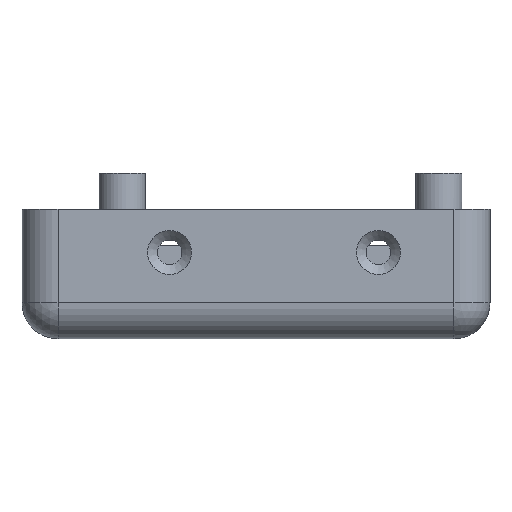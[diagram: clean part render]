
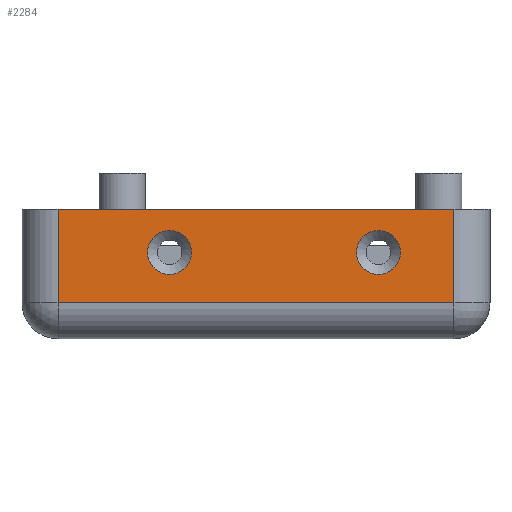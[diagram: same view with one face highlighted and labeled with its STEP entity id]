
A CAD part, left-side view. The second image highlights one B-rep face of the part: STEP entity #2284.
In plain terms, the highlighted planar face has unit normal (-1, 0, 0).
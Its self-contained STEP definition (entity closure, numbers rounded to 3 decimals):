
#126 = PLANE('',#127);
#127 = AXIS2_PLACEMENT_3D('',#128,#129,#130);
#128 = CARTESIAN_POINT('',(55.,32.5,0.));
#129 = DIRECTION('',(-0.,-0.,-1.));
#130 = DIRECTION('',(-1.,0.,0.));
#480 = VERTEX_POINT('',#481);
#481 = CARTESIAN_POINT('',(0.,5.,0.));
#500 = CYLINDRICAL_SURFACE('',#501,5.);
#501 = AXIS2_PLACEMENT_3D('',#502,#503,#504);
#502 = CARTESIAN_POINT('',(5.,5.,0.));
#503 = DIRECTION('',(-0.,-0.,-1.));
#504 = DIRECTION('',(-1.,0.,0.));
#512 = EDGE_CURVE('',#480,#513,#515,.T.);
#513 = VERTEX_POINT('',#514);
#514 = CARTESIAN_POINT('',(0.,60.,0.));
#515 = SURFACE_CURVE('',#516,(#520,#527),.PCURVE_S1.);
#516 = LINE('',#517,#518);
#517 = CARTESIAN_POINT('',(0.,0.,0.));
#518 = VECTOR('',#519,1.);
#519 = DIRECTION('',(0.,1.,0.));
#520 = PCURVE('',#126,#521);
#521 = DEFINITIONAL_REPRESENTATION('',(#522),#526);
#522 = LINE('',#523,#524);
#523 = CARTESIAN_POINT('',(55.,-32.5));
#524 = VECTOR('',#525,1.);
#525 = DIRECTION('',(0.,1.));
#526 = ( GEOMETRIC_REPRESENTATION_CONTEXT(2) 
PARAMETRIC_REPRESENTATION_CONTEXT() REPRESENTATION_CONTEXT('2D SPACE',''
  ) );
#527 = PCURVE('',#528,#533);
#528 = PLANE('',#529);
#529 = AXIS2_PLACEMENT_3D('',#530,#531,#532);
#530 = CARTESIAN_POINT('',(0.,0.,0.));
#531 = DIRECTION('',(1.,0.,0.));
#532 = DIRECTION('',(0.,1.,0.));
#533 = DEFINITIONAL_REPRESENTATION('',(#534),#538);
#534 = LINE('',#535,#536);
#535 = CARTESIAN_POINT('',(0.,0.));
#536 = VECTOR('',#537,1.);
#537 = DIRECTION('',(1.,0.));
#538 = ( GEOMETRIC_REPRESENTATION_CONTEXT(2) 
PARAMETRIC_REPRESENTATION_CONTEXT() REPRESENTATION_CONTEXT('2D SPACE',''
  ) );
#559 = CYLINDRICAL_SURFACE('',#560,5.);
#560 = AXIS2_PLACEMENT_3D('',#561,#562,#563);
#561 = CARTESIAN_POINT('',(5.,60.,0.));
#562 = DIRECTION('',(-0.,-0.,-1.));
#563 = DIRECTION('',(0.,1.,0.));
#2179 = EDGE_CURVE('',#513,#2180,#2182,.T.);
#2180 = VERTEX_POINT('',#2181);
#2181 = CARTESIAN_POINT('',(0.,60.,-13.));
#2182 = SURFACE_CURVE('',#2183,(#2187,#2194),.PCURVE_S1.);
#2183 = LINE('',#2184,#2185);
#2184 = CARTESIAN_POINT('',(0.,60.,0.));
#2185 = VECTOR('',#2186,1.);
#2186 = DIRECTION('',(-0.,-0.,-1.));
#2187 = PCURVE('',#559,#2188);
#2188 = DEFINITIONAL_REPRESENTATION('',(#2189),#2193);
#2189 = LINE('',#2190,#2191);
#2190 = CARTESIAN_POINT('',(-1.571,0.));
#2191 = VECTOR('',#2192,1.);
#2192 = DIRECTION('',(-0.,1.));
#2193 = ( GEOMETRIC_REPRESENTATION_CONTEXT(2) 
PARAMETRIC_REPRESENTATION_CONTEXT() REPRESENTATION_CONTEXT('2D SPACE',''
  ) );
#2194 = PCURVE('',#528,#2195);
#2195 = DEFINITIONAL_REPRESENTATION('',(#2196),#2200);
#2196 = LINE('',#2197,#2198);
#2197 = CARTESIAN_POINT('',(60.,0.));
#2198 = VECTOR('',#2199,1.);
#2199 = DIRECTION('',(0.,-1.));
#2200 = ( GEOMETRIC_REPRESENTATION_CONTEXT(2) 
PARAMETRIC_REPRESENTATION_CONTEXT() REPRESENTATION_CONTEXT('2D SPACE',''
  ) );
#2284 = ADVANCED_FACE('',(#2285,#2338,#2373),#528,.F.);
#2285 = FACE_BOUND('',#2286,.F.);
#2286 = EDGE_LOOP('',(#2287,#2288,#2311,#2337));
#2287 = ORIENTED_EDGE('',*,*,#512,.F.);
#2288 = ORIENTED_EDGE('',*,*,#2289,.T.);
#2289 = EDGE_CURVE('',#480,#2290,#2292,.T.);
#2290 = VERTEX_POINT('',#2291);
#2291 = CARTESIAN_POINT('',(0.,5.,-13.));
#2292 = SURFACE_CURVE('',#2293,(#2297,#2304),.PCURVE_S1.);
#2293 = LINE('',#2294,#2295);
#2294 = CARTESIAN_POINT('',(0.,5.,0.));
#2295 = VECTOR('',#2296,1.);
#2296 = DIRECTION('',(-0.,-0.,-1.));
#2297 = PCURVE('',#528,#2298);
#2298 = DEFINITIONAL_REPRESENTATION('',(#2299),#2303);
#2299 = LINE('',#2300,#2301);
#2300 = CARTESIAN_POINT('',(5.,0.));
#2301 = VECTOR('',#2302,1.);
#2302 = DIRECTION('',(0.,-1.));
#2303 = ( GEOMETRIC_REPRESENTATION_CONTEXT(2) 
PARAMETRIC_REPRESENTATION_CONTEXT() REPRESENTATION_CONTEXT('2D SPACE',''
  ) );
#2304 = PCURVE('',#500,#2305);
#2305 = DEFINITIONAL_REPRESENTATION('',(#2306),#2310);
#2306 = LINE('',#2307,#2308);
#2307 = CARTESIAN_POINT('',(-0.,0.));
#2308 = VECTOR('',#2309,1.);
#2309 = DIRECTION('',(-0.,1.));
#2310 = ( GEOMETRIC_REPRESENTATION_CONTEXT(2) 
PARAMETRIC_REPRESENTATION_CONTEXT() REPRESENTATION_CONTEXT('2D SPACE',''
  ) );
#2311 = ORIENTED_EDGE('',*,*,#2312,.T.);
#2312 = EDGE_CURVE('',#2290,#2180,#2313,.T.);
#2313 = SURFACE_CURVE('',#2314,(#2318,#2325),.PCURVE_S1.);
#2314 = LINE('',#2315,#2316);
#2315 = CARTESIAN_POINT('',(0.,0.,-13.));
#2316 = VECTOR('',#2317,1.);
#2317 = DIRECTION('',(0.,1.,0.));
#2318 = PCURVE('',#528,#2319);
#2319 = DEFINITIONAL_REPRESENTATION('',(#2320),#2324);
#2320 = LINE('',#2321,#2322);
#2321 = CARTESIAN_POINT('',(0.,-13.));
#2322 = VECTOR('',#2323,1.);
#2323 = DIRECTION('',(1.,0.));
#2324 = ( GEOMETRIC_REPRESENTATION_CONTEXT(2) 
PARAMETRIC_REPRESENTATION_CONTEXT() REPRESENTATION_CONTEXT('2D SPACE',''
  ) );
#2325 = PCURVE('',#2326,#2331);
#2326 = CYLINDRICAL_SURFACE('',#2327,5.);
#2327 = AXIS2_PLACEMENT_3D('',#2328,#2329,#2330);
#2328 = CARTESIAN_POINT('',(5.,0.,-13.));
#2329 = DIRECTION('',(0.,1.,0.));
#2330 = DIRECTION('',(-1.,0.,0.));
#2331 = DEFINITIONAL_REPRESENTATION('',(#2332),#2336);
#2332 = LINE('',#2333,#2334);
#2333 = CARTESIAN_POINT('',(-0.,0.));
#2334 = VECTOR('',#2335,1.);
#2335 = DIRECTION('',(-0.,1.));
#2336 = ( GEOMETRIC_REPRESENTATION_CONTEXT(2) 
PARAMETRIC_REPRESENTATION_CONTEXT() REPRESENTATION_CONTEXT('2D SPACE',''
  ) );
#2337 = ORIENTED_EDGE('',*,*,#2179,.F.);
#2338 = FACE_BOUND('',#2339,.F.);
#2339 = EDGE_LOOP('',(#2340));
#2340 = ORIENTED_EDGE('',*,*,#2341,.T.);
#2341 = EDGE_CURVE('',#2342,#2342,#2344,.T.);
#2342 = VERTEX_POINT('',#2343);
#2343 = CARTESIAN_POINT('',(0.,15.5,-2.95));
#2344 = SURFACE_CURVE('',#2345,(#2350,#2361),.PCURVE_S1.);
#2345 = CIRCLE('',#2346,3.05);
#2346 = AXIS2_PLACEMENT_3D('',#2347,#2348,#2349);
#2347 = CARTESIAN_POINT('',(0.,15.5,-6.));
#2348 = DIRECTION('',(-1.,0.,0.));
#2349 = DIRECTION('',(0.,0.,1.));
#2350 = PCURVE('',#528,#2351);
#2351 = DEFINITIONAL_REPRESENTATION('',(#2352),#2360);
#2352 = ( BOUNDED_CURVE() B_SPLINE_CURVE(2,(#2353,#2354,#2355,#2356,
#2357,#2358,#2359),.UNSPECIFIED.,.T.,.F.) B_SPLINE_CURVE_WITH_KNOTS((1,2
    ,2,2,2,1),(-2.094,0.,2.094,4.189,
6.283,8.378),.UNSPECIFIED.) CURVE() 
GEOMETRIC_REPRESENTATION_ITEM() RATIONAL_B_SPLINE_CURVE((1.,0.5,1.,0.5,
1.,0.5,1.)) REPRESENTATION_ITEM('') );
#2353 = CARTESIAN_POINT('',(15.5,-2.95));
#2354 = CARTESIAN_POINT('',(20.783,-2.95));
#2355 = CARTESIAN_POINT('',(18.141,-7.525));
#2356 = CARTESIAN_POINT('',(15.5,-12.1));
#2357 = CARTESIAN_POINT('',(12.859,-7.525));
#2358 = CARTESIAN_POINT('',(10.217,-2.95));
#2359 = CARTESIAN_POINT('',(15.5,-2.95));
#2360 = ( GEOMETRIC_REPRESENTATION_CONTEXT(2) 
PARAMETRIC_REPRESENTATION_CONTEXT() REPRESENTATION_CONTEXT('2D SPACE',''
  ) );
#2361 = PCURVE('',#2362,#2367);
#2362 = CONICAL_SURFACE('',#2363,3.05,0.785);
#2363 = AXIS2_PLACEMENT_3D('',#2364,#2365,#2366);
#2364 = CARTESIAN_POINT('',(0.,15.5,-6.));
#2365 = DIRECTION('',(-1.,-0.,-0.));
#2366 = DIRECTION('',(0.,0.,1.));
#2367 = DEFINITIONAL_REPRESENTATION('',(#2368),#2372);
#2368 = LINE('',#2369,#2370);
#2369 = CARTESIAN_POINT('',(0.,-0.));
#2370 = VECTOR('',#2371,1.);
#2371 = DIRECTION('',(1.,-0.));
#2372 = ( GEOMETRIC_REPRESENTATION_CONTEXT(2) 
PARAMETRIC_REPRESENTATION_CONTEXT() REPRESENTATION_CONTEXT('2D SPACE',''
  ) );
#2373 = FACE_BOUND('',#2374,.F.);
#2374 = EDGE_LOOP('',(#2375));
#2375 = ORIENTED_EDGE('',*,*,#2376,.T.);
#2376 = EDGE_CURVE('',#2377,#2377,#2379,.T.);
#2377 = VERTEX_POINT('',#2378);
#2378 = CARTESIAN_POINT('',(0.,44.5,-2.95));
#2379 = SURFACE_CURVE('',#2380,(#2385,#2396),.PCURVE_S1.);
#2380 = CIRCLE('',#2381,3.05);
#2381 = AXIS2_PLACEMENT_3D('',#2382,#2383,#2384);
#2382 = CARTESIAN_POINT('',(0.,44.5,-6.));
#2383 = DIRECTION('',(-1.,0.,0.));
#2384 = DIRECTION('',(0.,0.,1.));
#2385 = PCURVE('',#528,#2386);
#2386 = DEFINITIONAL_REPRESENTATION('',(#2387),#2395);
#2387 = ( BOUNDED_CURVE() B_SPLINE_CURVE(2,(#2388,#2389,#2390,#2391,
#2392,#2393,#2394),.UNSPECIFIED.,.T.,.F.) B_SPLINE_CURVE_WITH_KNOTS((1,2
    ,2,2,2,1),(-2.094,0.,2.094,4.189,
6.283,8.378),.UNSPECIFIED.) CURVE() 
GEOMETRIC_REPRESENTATION_ITEM() RATIONAL_B_SPLINE_CURVE((1.,0.5,1.,0.5,
1.,0.5,1.)) REPRESENTATION_ITEM('') );
#2388 = CARTESIAN_POINT('',(44.5,-2.95));
#2389 = CARTESIAN_POINT('',(49.783,-2.95));
#2390 = CARTESIAN_POINT('',(47.141,-7.525));
#2391 = CARTESIAN_POINT('',(44.5,-12.1));
#2392 = CARTESIAN_POINT('',(41.859,-7.525));
#2393 = CARTESIAN_POINT('',(39.217,-2.95));
#2394 = CARTESIAN_POINT('',(44.5,-2.95));
#2395 = ( GEOMETRIC_REPRESENTATION_CONTEXT(2) 
PARAMETRIC_REPRESENTATION_CONTEXT() REPRESENTATION_CONTEXT('2D SPACE',''
  ) );
#2396 = PCURVE('',#2397,#2402);
#2397 = CONICAL_SURFACE('',#2398,3.05,0.785);
#2398 = AXIS2_PLACEMENT_3D('',#2399,#2400,#2401);
#2399 = CARTESIAN_POINT('',(0.,44.5,-6.));
#2400 = DIRECTION('',(-1.,-0.,-0.));
#2401 = DIRECTION('',(0.,0.,1.));
#2402 = DEFINITIONAL_REPRESENTATION('',(#2403),#2407);
#2403 = LINE('',#2404,#2405);
#2404 = CARTESIAN_POINT('',(0.,-0.));
#2405 = VECTOR('',#2406,1.);
#2406 = DIRECTION('',(1.,-0.));
#2407 = ( GEOMETRIC_REPRESENTATION_CONTEXT(2) 
PARAMETRIC_REPRESENTATION_CONTEXT() REPRESENTATION_CONTEXT('2D SPACE',''
  ) );
